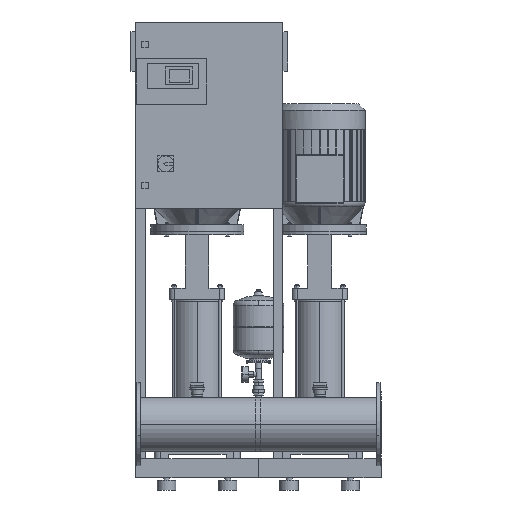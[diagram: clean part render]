
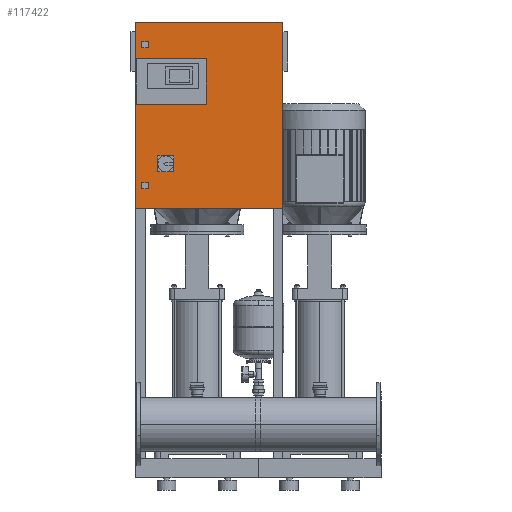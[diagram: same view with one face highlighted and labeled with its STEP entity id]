
A CAD part, front view. The second image highlights one B-rep face of the part: STEP entity #117422.
In plain terms, the highlighted planar face has unit normal (0, -1, 0).
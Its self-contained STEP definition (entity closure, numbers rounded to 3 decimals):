
#116277=CARTESIAN_POINT('',(50.,-540.,1828.0));
#116278=VERTEX_POINT('',#116277);
#116285=CARTESIAN_POINT('',(25.,-540.,1828.0));
#116286=VERTEX_POINT('',#116285);
#116287=CARTESIAN_POINT('',(25.,-540.,1828.0));
#116288=DIRECTION('',(1.0,0.0,0.0));
#116289=VECTOR('',#116288,25.0);
#116290=LINE('',#116287,#116289);
#116291=EDGE_CURVE('',#116286,#116278,#116290,.T.);
#116309=CARTESIAN_POINT('',(25.0,-540.,1803.0));
#116310=VERTEX_POINT('',#116309);
#116311=CARTESIAN_POINT('',(25.0,-540.,1803.0));
#116312=DIRECTION('',(0.0,0.0,1.0));
#116313=VECTOR('',#116312,25.0);
#116314=LINE('',#116311,#116313);
#116315=EDGE_CURVE('',#116310,#116286,#116314,.T.);
#116333=CARTESIAN_POINT('',(50.,-540.,1803.0));
#116334=VERTEX_POINT('',#116333);
#116335=CARTESIAN_POINT('',(50.,-540.,1803.0));
#116336=DIRECTION('',(-1.0,0.0,0.0));
#116337=VECTOR('',#116336,25.);
#116338=LINE('',#116335,#116337);
#116339=EDGE_CURVE('',#116334,#116310,#116338,.T.);
#116357=CARTESIAN_POINT('',(50.,-540.,1828.0));
#116358=DIRECTION('',(0.0,0.0,-1.0));
#116359=VECTOR('',#116358,25.0);
#116360=LINE('',#116357,#116359);
#116361=EDGE_CURVE('',#116278,#116334,#116360,.T.);
#116382=CARTESIAN_POINT('',(50.,-540.,1228.0));
#116383=VERTEX_POINT('',#116382);
#116390=CARTESIAN_POINT('',(50.,-540.,1253.0));
#116391=VERTEX_POINT('',#116390);
#116392=CARTESIAN_POINT('',(50.,-540.,1253.0));
#116393=DIRECTION('',(0.0,0.0,-1.0));
#116394=VECTOR('',#116393,25.0);
#116395=LINE('',#116392,#116394);
#116396=EDGE_CURVE('',#116391,#116383,#116395,.T.);
#116420=CARTESIAN_POINT('',(25.,-540.,1228.0));
#116421=VERTEX_POINT('',#116420);
#116428=CARTESIAN_POINT('',(50.,-540.,1228.0));
#116429=DIRECTION('',(-1.0,0.0,0.0));
#116430=VECTOR('',#116429,25.);
#116431=LINE('',#116428,#116430);
#116432=EDGE_CURVE('',#116383,#116421,#116431,.T.);
#116451=CARTESIAN_POINT('',(25.,-540.,1253.0));
#116452=VERTEX_POINT('',#116451);
#116459=CARTESIAN_POINT('',(25.,-540.,1228.0));
#116460=DIRECTION('',(0.0,0.0,1.0));
#116461=VECTOR('',#116460,25.0);
#116462=LINE('',#116459,#116461);
#116463=EDGE_CURVE('',#116421,#116452,#116462,.T.);
#116481=CARTESIAN_POINT('',(25.,-540.,1253.0));
#116482=DIRECTION('',(1.0,0.0,0.0));
#116483=VECTOR('',#116482,25.);
#116484=LINE('',#116481,#116483);
#116485=EDGE_CURVE('',#116452,#116391,#116484,.T.);
#116954=CARTESIAN_POINT('',(2.0,-540.,1758.0));
#116955=VERTEX_POINT('',#116954);
#116962=CARTESIAN_POINT('',(2.0,-540.,1573.0));
#116963=VERTEX_POINT('',#116962);
#116964=CARTESIAN_POINT('',(2.0,-540.,1573.0));
#116965=DIRECTION('',(0.0,0.0,1.0));
#116966=VECTOR('',#116965,185.0);
#116967=LINE('',#116964,#116966);
#116968=EDGE_CURVE('',#116963,#116955,#116967,.T.);
#116993=CARTESIAN_POINT('',(288.,-540.,1573.0));
#116994=VERTEX_POINT('',#116993);
#116995=CARTESIAN_POINT('',(288.,-540.,1573.0));
#116996=DIRECTION('',(-1.0,0.0,0.0));
#116997=VECTOR('',#116996,286.);
#116998=LINE('',#116995,#116997);
#116999=EDGE_CURVE('',#116994,#116963,#116998,.T.);
#117024=CARTESIAN_POINT('',(288.0,-540.,1758.0));
#117025=VERTEX_POINT('',#117024);
#117026=CARTESIAN_POINT('',(288.0,-540.,1758.0));
#117027=DIRECTION('',(0.0,0.0,-1.0));
#117028=VECTOR('',#117027,185.0);
#117029=LINE('',#117026,#117028);
#117030=EDGE_CURVE('',#117025,#116994,#117029,.T.);
#117053=CARTESIAN_POINT('',(2.0,-540.,1758.0));
#117054=DIRECTION('',(1.0,0.0,0.0));
#117055=VECTOR('',#117054,286.0);
#117056=LINE('',#117053,#117055);
#117057=EDGE_CURVE('',#116955,#117025,#117056,.T.);
#117365=CARTESIAN_POINT('',(300.,-540.,1528.0));
#117366=DIRECTION('',(0.0,-1.0,0.0));
#117367=DIRECTION('',(1.0,0.0,0.0));
#117368=AXIS2_PLACEMENT_3D('',#117365,#117366,#117367);
#117369=PLANE('',#117368);
#117370=CARTESIAN_POINT('',(0.,-540.0,1148.0));
#117371=VERTEX_POINT('',#117370);
#117372=CARTESIAN_POINT('',(0.,-540.0,1908.0));
#117373=VERTEX_POINT('',#117372);
#117374=CARTESIAN_POINT('',(0.,-540.0,1148.0));
#117375=DIRECTION('',(0.0,0.0,1.0));
#117376=VECTOR('',#117375,760.0);
#117377=LINE('',#117374,#117376);
#117378=EDGE_CURVE('',#117371,#117373,#117377,.T.);
#117379=ORIENTED_EDGE('',*,*,#117378,.F.);
#117380=CARTESIAN_POINT('',(600.0,-540.0,1148.0));
#117381=VERTEX_POINT('',#117380);
#117382=CARTESIAN_POINT('',(600.0,-540.0,1148.0));
#117383=DIRECTION('',(-1.0,0.0,0.0));
#117384=VECTOR('',#117383,600.);
#117385=LINE('',#117382,#117384);
#117386=EDGE_CURVE('',#117381,#117371,#117385,.T.);
#117387=ORIENTED_EDGE('',*,*,#117386,.F.);
#117388=CARTESIAN_POINT('',(600.0,-540.0,1908.0));
#117389=VERTEX_POINT('',#117388);
#117390=CARTESIAN_POINT('',(600.0,-540.0,1908.0));
#117391=DIRECTION('',(0.0,0.0,-1.0));
#117392=VECTOR('',#117391,760.0);
#117393=LINE('',#117390,#117392);
#117394=EDGE_CURVE('',#117389,#117381,#117393,.T.);
#117395=ORIENTED_EDGE('',*,*,#117394,.F.);
#117396=CARTESIAN_POINT('',(0.,-540.0,1908.0));
#117397=DIRECTION('',(1.0,0.0,0.0));
#117398=VECTOR('',#117397,600.0);
#117399=LINE('',#117396,#117398);
#117400=EDGE_CURVE('',#117373,#117389,#117399,.T.);
#117401=ORIENTED_EDGE('',*,*,#117400,.F.);
#117402=EDGE_LOOP('',(#117379,#117387,#117395,#117401));
#117403=FACE_OUTER_BOUND('',#117402,.T.);
#117404=ORIENTED_EDGE('',*,*,#116291,.T.);
#117405=ORIENTED_EDGE('',*,*,#116361,.T.);
#117406=ORIENTED_EDGE('',*,*,#116339,.T.);
#117407=ORIENTED_EDGE('',*,*,#116315,.T.);
#117408=EDGE_LOOP('',(#117404,#117405,#117406,#117407));
#117409=FACE_BOUND('',#117408,.T.);
#117410=ORIENTED_EDGE('',*,*,#116396,.T.);
#117411=ORIENTED_EDGE('',*,*,#116432,.T.);
#117412=ORIENTED_EDGE('',*,*,#116463,.T.);
#117413=ORIENTED_EDGE('',*,*,#116485,.T.);
#117414=EDGE_LOOP('',(#117410,#117411,#117412,#117413));
#117415=FACE_BOUND('',#117414,.T.);
#117416=ORIENTED_EDGE('',*,*,#116968,.T.);
#117417=ORIENTED_EDGE('',*,*,#117057,.T.);
#117418=ORIENTED_EDGE('',*,*,#117030,.T.);
#117419=ORIENTED_EDGE('',*,*,#116999,.T.);
#117420=EDGE_LOOP('',(#117416,#117417,#117418,#117419));
#117421=FACE_BOUND('',#117420,.T.);
#117422=ADVANCED_FACE('',(#117403,#117409,#117415,#117421),#117369,.T.);
